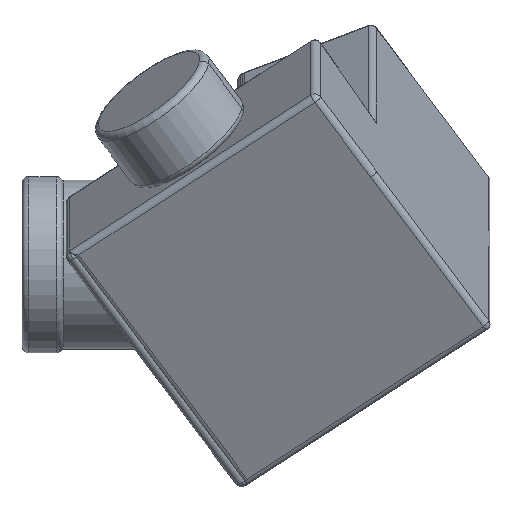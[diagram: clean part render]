
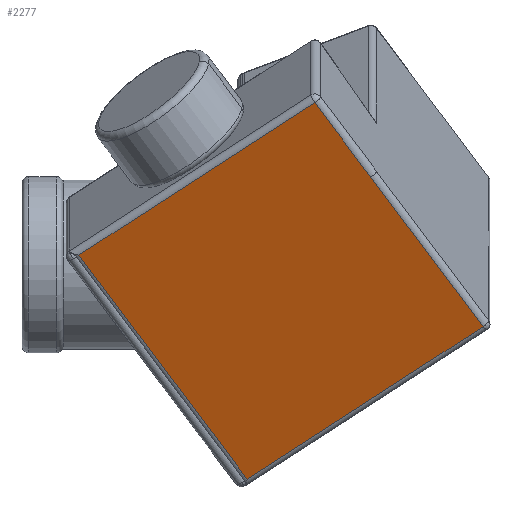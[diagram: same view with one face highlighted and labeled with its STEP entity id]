
A CAD part, left-side view. The second image highlights one B-rep face of the part: STEP entity #2277.
In plain terms, the highlighted planar face has unit normal (-0.927, 0, -0.376).
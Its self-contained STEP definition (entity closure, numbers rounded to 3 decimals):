
#21 = VERTEX_POINT ( 'NONE', #470 ) ;
#121 = AXIS2_PLACEMENT_3D ( 'NONE', #1478, #142, #1448 ) ;
#142 = DIRECTION ( 'NONE',  ( 0.927, 0., 0.376 ) ) ;
#221 = VERTEX_POINT ( 'NONE', #563 ) ;
#330 = ORIENTED_EDGE ( 'NONE', *, *, #2137, .T. ) ;
#354 = FACE_OUTER_BOUND ( 'NONE', #841, .T. ) ;
#359 = CARTESIAN_POINT ( 'NONE',  ( -88.521, -58.172, -40.341 ) ) ;
#454 = CARTESIAN_POINT ( 'NONE',  ( -124.465, -45.095, 48.367 ) ) ;
#470 = CARTESIAN_POINT ( 'NONE',  ( -105.998, 25.459, 2.792 ) ) ;
#561 = DIRECTION ( 'NONE',  ( -0.308, 0.572, 0.76 ) ) ;
#563 = CARTESIAN_POINT ( 'NONE',  ( -97.54, -92.628, -18.083 ) ) ;
#621 = ORIENTED_EDGE ( 'NONE', *, *, #2244, .T. ) ;
#744 = VERTEX_POINT ( 'NONE', #1435 ) ;
#820 = LINE ( 'NONE', #2115, #1035 ) ;
#837 = DIRECTION ( 'NONE',  ( 0.308, -0.572, -0.76 ) ) ;
#841 = EDGE_LOOP ( 'NONE', ( #1253, #621, #330, #1692, #2537 ) ) ;
#1035 = VECTOR ( 'NONE', #561, 1000. ) ;
#1253 = ORIENTED_EDGE ( 'NONE', *, *, #1504, .T. ) ;
#1263 = DIRECTION ( 'NONE',  ( -0.308, 0.572, 0.76 ) ) ;
#1281 = VECTOR ( 'NONE', #2201, 1000. ) ;
#1435 = CARTESIAN_POINT ( 'NONE',  ( -124.036, -43.454, 47.307 ) ) ;
#1448 = DIRECTION ( 'NONE',  ( 0.308, -0.572, -0.76 ) ) ;
#1478 = CARTESIAN_POINT ( 'NONE',  ( -98.688, -39.302, -15.249 ) ) ;
#1504 = EDGE_CURVE ( 'NONE', #744, #21, #1949, .T. ) ;
#1673 = VERTEX_POINT ( 'NONE', #2089 ) ;
#1686 = DIRECTION ( 'NONE',  ( -0.215, -0.82, 0.53 ) ) ;
#1692 = ORIENTED_EDGE ( 'NONE', *, *, #2120, .T. ) ;
#1896 = VECTOR ( 'NONE', #1686, 1000. ) ;
#1900 = LINE ( 'NONE', #359, #1896 ) ;
#1949 = LINE ( 'NONE', #454, #1281 ) ;
#1989 = VERTEX_POINT ( 'NONE', #2695 ) ;
#2077 = VECTOR ( 'NONE', #1263, 1000. ) ;
#2089 = CARTESIAN_POINT ( 'NONE',  ( -79.503, -23.715, -62.598 ) ) ;
#2115 = CARTESIAN_POINT ( 'NONE',  ( -107.707, -73.759, 7.009 ) ) ;
#2120 = EDGE_CURVE ( 'NONE', #221, #1989, #820, .T. ) ;
#2130 = LINE ( 'NONE', #2814, #2646 ) ;
#2137 = EDGE_CURVE ( 'NONE', #1673, #221, #1900, .T. ) ;
#2201 = DIRECTION ( 'NONE',  ( 0.215, 0.82, -0.53 ) ) ;
#2244 = EDGE_CURVE ( 'NONE', #21, #1673, #2130, .T. ) ;
#2277 = ADVANCED_FACE ( 'NONE', ( #354 ), #2527, .F. ) ;
#2308 = EDGE_CURVE ( 'NONE', #1989, #744, #2564, .T. ) ;
#2527 = PLANE ( 'NONE',  #121 ) ;
#2537 = ORIENTED_EDGE ( 'NONE', *, *, #2308, .T. ) ;
#2540 = CARTESIAN_POINT ( 'NONE',  ( -124.652, -42.311, 48.828 ) ) ;
#2564 = LINE ( 'NONE', #2540, #2077 ) ;
#2646 = VECTOR ( 'NONE', #837, 1000. ) ;
#2695 = CARTESIAN_POINT ( 'NONE',  ( -115.224, -59.807, 25.561 ) ) ;
#2814 = CARTESIAN_POINT ( 'NONE',  ( -89.67, -4.846, -37.506 ) ) ;
